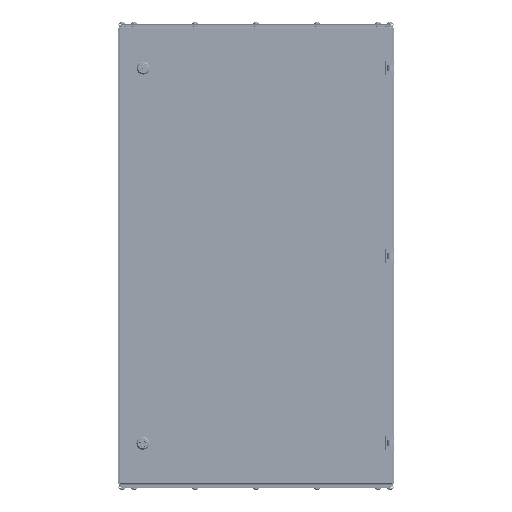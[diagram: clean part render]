
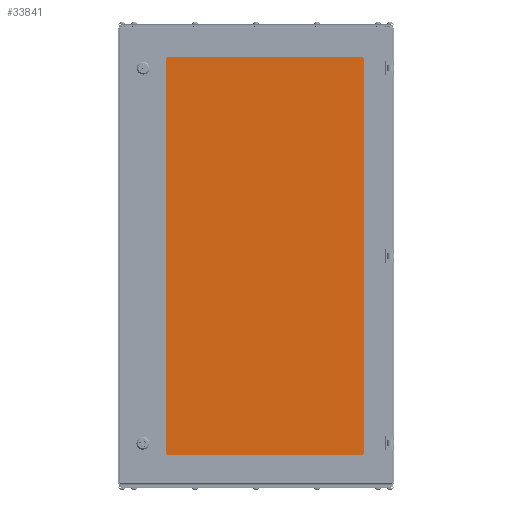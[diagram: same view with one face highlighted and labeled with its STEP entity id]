
A CAD part, top view. The second image highlights one B-rep face of the part: STEP entity #33841.
In plain terms, the highlighted planar face has unit normal (0, 0, 1).
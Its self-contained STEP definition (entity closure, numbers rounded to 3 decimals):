
#64 = CARTESIAN_POINT ( 'NONE',  ( 227.75, -445.5, 4. ) ) ;
#398 = CARTESIAN_POINT ( 'NONE',  ( 217.75, -435.5, 4. ) ) ;
#458 = CARTESIAN_POINT ( 'NONE',  ( -227.75, -435.5, 4. ) ) ;
#1036 = DIRECTION ( 'NONE',  ( 0., 0., 1. ) ) ;
#1337 = CARTESIAN_POINT ( 'NONE',  ( 217.75, 435.5, 4. ) ) ;
#4239 = ORIENTED_EDGE ( 'NONE', *, *, #23431, .T. ) ;
#5538 = CARTESIAN_POINT ( 'NONE',  ( -227.75, 435.5, 4. ) ) ;
#5783 = ORIENTED_EDGE ( 'NONE', *, *, #67028, .T. ) ;
#6343 = EDGE_CURVE ( 'NONE', #78163, #48364, #60830, .T. ) ;
#11459 = AXIS2_PLACEMENT_3D ( 'NONE', #79963, #25627, #57975 ) ;
#11468 = ORIENTED_EDGE ( 'NONE', *, *, #60908, .T. ) ;
#12510 = VERTEX_POINT ( 'NONE', #14208 ) ;
#12861 = ORIENTED_EDGE ( 'NONE', *, *, #43876, .T. ) ;
#13047 = DIRECTION ( 'NONE',  ( 1., 0., 0. ) ) ;
#13478 = CARTESIAN_POINT ( 'NONE',  ( -227.75, -445.5, 4. ) ) ;
#13980 = CIRCLE ( 'NONE', #25496, 10. ) ;
#14208 = CARTESIAN_POINT ( 'NONE',  ( 217.75, -445.5, 4. ) ) ;
#14511 = EDGE_CURVE ( 'NONE', #78062, #12510, #53073, .T. ) ;
#14780 = DIRECTION ( 'NONE',  ( -1., 0., 0. ) ) ;
#16349 = ORIENTED_EDGE ( 'NONE', *, *, #51634, .T. ) ;
#19968 = CARTESIAN_POINT ( 'NONE',  ( -227.75, 445.5, 4. ) ) ;
#20295 = DIRECTION ( 'NONE',  ( 0., 1., 0. ) ) ;
#22647 = VERTEX_POINT ( 'NONE', #52328 ) ;
#22765 = CARTESIAN_POINT ( 'NONE',  ( 217.75, 445.5, 4. ) ) ;
#23431 = EDGE_CURVE ( 'NONE', #48364, #28438, #13980, .T. ) ;
#24552 = CARTESIAN_POINT ( 'NONE',  ( -217.75, -435.5, 4. ) ) ;
#24719 = FACE_OUTER_BOUND ( 'NONE', #77399, .T. ) ;
#24893 = CIRCLE ( 'NONE', #72193, 10. ) ;
#25496 = AXIS2_PLACEMENT_3D ( 'NONE', #57599, #1036, #83659 ) ;
#25627 = DIRECTION ( 'NONE',  ( 0., 0., -1. ) ) ;
#28438 = VERTEX_POINT ( 'NONE', #5538 ) ;
#28521 = CIRCLE ( 'NONE', #64346, 10. ) ;
#33841 = ADVANCED_FACE ( 'NONE', ( #24719 ), #71455, .F. ) ;
#36323 = DIRECTION ( 'NONE',  ( -1., 0., 0. ) ) ;
#38094 = CARTESIAN_POINT ( 'NONE',  ( -217.75, 445.5, 4. ) ) ;
#43876 = EDGE_CURVE ( 'NONE', #77035, #22647, #75511, .T. ) ;
#44061 = LINE ( 'NONE', #49472, #64912 ) ;
#45265 = VECTOR ( 'NONE', #20295, 1000. ) ;
#45852 = EDGE_CURVE ( 'NONE', #28438, #58272, #44061, .T. ) ;
#46717 = ORIENTED_EDGE ( 'NONE', *, *, #6343, .T. ) ;
#48364 = VERTEX_POINT ( 'NONE', #38094 ) ;
#49472 = CARTESIAN_POINT ( 'NONE',  ( -227.75, -445.5, 4. ) ) ;
#50360 = DIRECTION ( 'NONE',  ( 0., -1., 0. ) ) ;
#51634 = EDGE_CURVE ( 'NONE', #22647, #78163, #28521, .T. ) ;
#51791 = CIRCLE ( 'NONE', #63239, 10. ) ;
#52115 = CARTESIAN_POINT ( 'NONE',  ( 227.75, -435.5, 4. ) ) ;
#52328 = CARTESIAN_POINT ( 'NONE',  ( 227.75, 435.5, 4. ) ) ;
#53073 = LINE ( 'NONE', #13478, #79351 ) ;
#57599 = CARTESIAN_POINT ( 'NONE',  ( -217.75, 435.5, 4. ) ) ;
#57975 = DIRECTION ( 'NONE',  ( -1., 0., 0. ) ) ;
#58272 = VERTEX_POINT ( 'NONE', #458 ) ;
#59121 = DIRECTION ( 'NONE',  ( -1., 0., 0. ) ) ;
#59560 = DIRECTION ( 'NONE',  ( 0., 0., 1. ) ) ;
#60830 = LINE ( 'NONE', #19968, #73444 ) ;
#60908 = EDGE_CURVE ( 'NONE', #12510, #77035, #24893, .T. ) ;
#62300 = CARTESIAN_POINT ( 'NONE',  ( -217.75, -445.5, 4. ) ) ;
#63239 = AXIS2_PLACEMENT_3D ( 'NONE', #24552, #59560, #59121 ) ;
#63299 = DIRECTION ( 'NONE',  ( 0., 0., 1. ) ) ;
#64346 = AXIS2_PLACEMENT_3D ( 'NONE', #1337, #63299, #14780 ) ;
#64912 = VECTOR ( 'NONE', #50360, 1000. ) ;
#67028 = EDGE_CURVE ( 'NONE', #58272, #78062, #51791, .T. ) ;
#71455 = PLANE ( 'NONE',  #11459 ) ;
#72193 = AXIS2_PLACEMENT_3D ( 'NONE', #398, #83933, #36323 ) ;
#73444 = VECTOR ( 'NONE', #73856, 1000. ) ;
#73770 = ORIENTED_EDGE ( 'NONE', *, *, #45852, .T. ) ;
#73856 = DIRECTION ( 'NONE',  ( -1., 0., 0. ) ) ;
#73955 = ORIENTED_EDGE ( 'NONE', *, *, #14511, .T. ) ;
#75511 = LINE ( 'NONE', #64, #45265 ) ;
#77035 = VERTEX_POINT ( 'NONE', #52115 ) ;
#77399 = EDGE_LOOP ( 'NONE', ( #73955, #11468, #12861, #16349, #46717, #4239, #73770, #5783 ) ) ;
#78062 = VERTEX_POINT ( 'NONE', #62300 ) ;
#78163 = VERTEX_POINT ( 'NONE', #22765 ) ;
#79351 = VECTOR ( 'NONE', #13047, 1000. ) ;
#79963 = CARTESIAN_POINT ( 'NONE',  ( 0., 0., 4. ) ) ;
#83659 = DIRECTION ( 'NONE',  ( -1., 0., 0. ) ) ;
#83933 = DIRECTION ( 'NONE',  ( 0., 0., 1. ) ) ;
